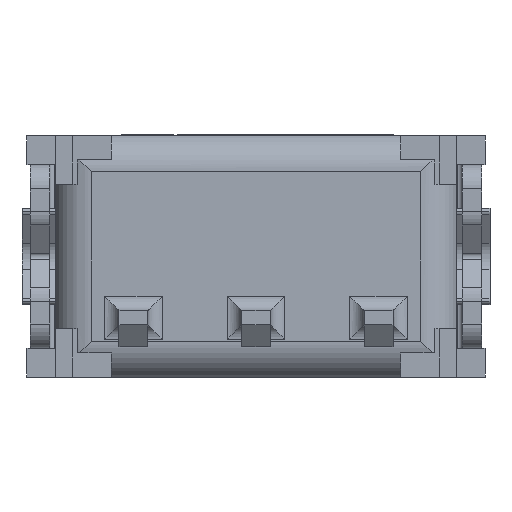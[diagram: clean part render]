
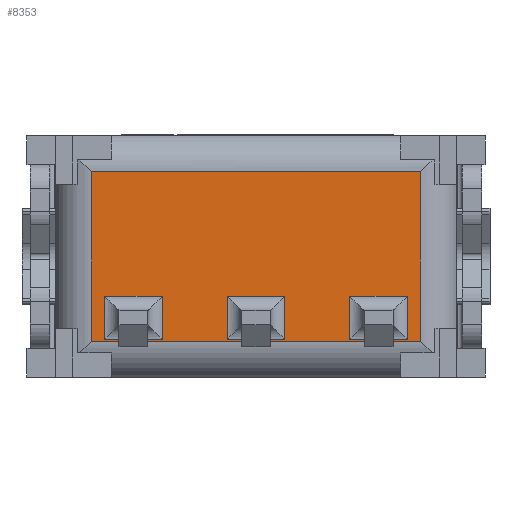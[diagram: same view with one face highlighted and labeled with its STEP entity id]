
A CAD part, front view. The second image highlights one B-rep face of the part: STEP entity #8353.
In plain terms, the highlighted planar face has unit normal (0, -1, 0).
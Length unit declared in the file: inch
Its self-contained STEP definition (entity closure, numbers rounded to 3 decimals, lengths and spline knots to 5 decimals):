
#260=FACE_BOUND('',#3402,.T.);
#261=FACE_BOUND('',#3403,.T.);
#262=FACE_BOUND('',#3404,.T.);
#585=PLANE('',#8918);
#1512=LINE('',#13858,#2464);
#1517=LINE('',#13874,#2469);
#1518=LINE('',#13879,#2470);
#1520=LINE('',#13884,#2472);
#1524=LINE('',#13895,#2476);
#1525=LINE('',#13899,#2477);
#1526=LINE('',#13903,#2478);
#1527=LINE('',#13906,#2479);
#1531=LINE('',#13917,#2483);
#1532=LINE('',#13921,#2484);
#1533=LINE('',#13926,#2485);
#1534=LINE('',#13928,#2486);
#1535=LINE('',#13932,#2487);
#1536=LINE('',#13934,#2488);
#1537=LINE('',#13936,#2489);
#1538=LINE('',#13937,#2490);
#2464=VECTOR('',#10861,0.0315);
#2469=VECTOR('',#10880,0.0315);
#2470=VECTOR('',#10885,0.0315);
#2472=VECTOR('',#10893,0.0315);
#2476=VECTOR('',#10905,0.3937);
#2477=VECTOR('',#10910,0.3937);
#2478=VECTOR('',#10915,0.3937);
#2479=VECTOR('',#10920,0.3937);
#2483=VECTOR('',#10932,0.3937);
#2484=VECTOR('',#10937,0.3937);
#2485=VECTOR('',#10944,0.3937);
#2486=VECTOR('',#10947,0.3937);
#2487=VECTOR('',#10950,0.3937);
#2488=VECTOR('',#10951,0.3937);
#2489=VECTOR('',#10952,0.3937);
#2490=VECTOR('',#10953,0.3937);
#2931=FACE_OUTER_BOUND('',#3401,.T.);
#3401=EDGE_LOOP('',(#7864,#7865,#7866,#7867));
#3402=EDGE_LOOP('',(#7868,#7869,#7870,#7871));
#3403=EDGE_LOOP('',(#7872,#7873,#7874,#7875));
#3404=EDGE_LOOP('',(#7876,#7877,#7878,#7879));
#4307=VERTEX_POINT('',#13854);
#4308=VERTEX_POINT('',#13856);
#4312=VERTEX_POINT('',#13870);
#4313=VERTEX_POINT('',#13876);
#4316=VERTEX_POINT('',#13892);
#4317=VERTEX_POINT('',#13894);
#4318=VERTEX_POINT('',#13898);
#4319=VERTEX_POINT('',#13902);
#4321=VERTEX_POINT('',#13914);
#4322=VERTEX_POINT('',#13916);
#4323=VERTEX_POINT('',#13920);
#4324=VERTEX_POINT('',#13924);
#4325=VERTEX_POINT('',#13930);
#4326=VERTEX_POINT('',#13931);
#4327=VERTEX_POINT('',#13933);
#4328=VERTEX_POINT('',#13935);
#5478=EDGE_CURVE('',#4308,#4307,#1512,.T.);
#5487=EDGE_CURVE('',#4307,#4312,#1517,.T.);
#5489=EDGE_CURVE('',#4313,#4308,#1518,.T.);
#5492=EDGE_CURVE('',#4312,#4313,#1520,.T.);
#5497=EDGE_CURVE('',#4316,#4317,#1524,.T.);
#5499=EDGE_CURVE('',#4317,#4318,#1525,.T.);
#5501=EDGE_CURVE('',#4318,#4319,#1526,.T.);
#5503=EDGE_CURVE('',#4319,#4316,#1527,.T.);
#5508=EDGE_CURVE('',#4321,#4322,#1531,.T.);
#5510=EDGE_CURVE('',#4322,#4323,#1532,.T.);
#5513=EDGE_CURVE('',#4324,#4321,#1533,.T.);
#5514=EDGE_CURVE('',#4323,#4324,#1534,.T.);
#5515=EDGE_CURVE('',#4325,#4326,#1535,.T.);
#5516=EDGE_CURVE('',#4327,#4325,#1536,.T.);
#5517=EDGE_CURVE('',#4328,#4327,#1537,.T.);
#5518=EDGE_CURVE('',#4326,#4328,#1538,.T.);
#7864=ORIENTED_EDGE('',*,*,#5492,.F.);
#7865=ORIENTED_EDGE('',*,*,#5487,.F.);
#7866=ORIENTED_EDGE('',*,*,#5478,.F.);
#7867=ORIENTED_EDGE('',*,*,#5489,.F.);
#7868=ORIENTED_EDGE('',*,*,#5514,.F.);
#7869=ORIENTED_EDGE('',*,*,#5510,.F.);
#7870=ORIENTED_EDGE('',*,*,#5508,.F.);
#7871=ORIENTED_EDGE('',*,*,#5513,.F.);
#7872=ORIENTED_EDGE('',*,*,#5503,.F.);
#7873=ORIENTED_EDGE('',*,*,#5501,.F.);
#7874=ORIENTED_EDGE('',*,*,#5499,.F.);
#7875=ORIENTED_EDGE('',*,*,#5497,.F.);
#7876=ORIENTED_EDGE('',*,*,#5515,.F.);
#7877=ORIENTED_EDGE('',*,*,#5516,.F.);
#7878=ORIENTED_EDGE('',*,*,#5517,.F.);
#7879=ORIENTED_EDGE('',*,*,#5518,.F.);
#8353=ADVANCED_FACE('',(#2931,#260,#261,#262),#585,.T.);
#8918=AXIS2_PLACEMENT_3D('',#13929,#10948,#10949);
#10861=DIRECTION('',(-1.,0.,0.));
#10880=DIRECTION('',(0.,0.,1.));
#10885=DIRECTION('',(0.,0.,-1.));
#10893=DIRECTION('',(1.,0.,0.));
#10905=DIRECTION('',(0.,0.,-1.));
#10910=DIRECTION('',(1.,0.,0.));
#10915=DIRECTION('',(0.,0.,1.));
#10920=DIRECTION('',(-1.,0.,0.));
#10932=DIRECTION('',(0.,0.,-1.));
#10937=DIRECTION('',(1.,0.,0.));
#10944=DIRECTION('',(-1.,0.,0.));
#10947=DIRECTION('',(0.,0.,1.));
#10948=DIRECTION('center_axis',(0.,-1.,0.));
#10949=DIRECTION('ref_axis',(-1.,0.,0.));
#10950=DIRECTION('',(0.,0.,1.));
#10951=DIRECTION('',(1.,0.,0.));
#10952=DIRECTION('',(0.,0.,-1.));
#10953=DIRECTION('',(-1.,0.,0.));
#13854=CARTESIAN_POINT('',(-0.13419,0.,-0.06923));
#13856=CARTESIAN_POINT('',(0.13419,0.,-0.06923));
#13858=CARTESIAN_POINT('',(-0.11811,0.,-0.06923));
#13870=CARTESIAN_POINT('',(-0.13419,0.,0.06923));
#13874=CARTESIAN_POINT('',(-0.13419,0.,0.05906));
#13876=CARTESIAN_POINT('',(0.13419,0.,0.06923));
#13879=CARTESIAN_POINT('',(0.13419,0.,-0.05906));
#13884=CARTESIAN_POINT('',(0.11811,0.,0.06923));
#13892=CARTESIAN_POINT('',(0.07638,0.,-0.03228));
#13894=CARTESIAN_POINT('',(0.07638,0.,-0.06772));
#13895=CARTESIAN_POINT('',(0.07638,0.,-0.02765));
#13898=CARTESIAN_POINT('',(0.12362,0.,-0.06772));
#13899=CARTESIAN_POINT('',(0.05,0.,-0.06772));
#13902=CARTESIAN_POINT('',(0.12362,0.,-0.03228));
#13903=CARTESIAN_POINT('',(0.12362,0.,-0.02765));
#13906=CARTESIAN_POINT('',(0.05,0.,-0.03228));
#13914=CARTESIAN_POINT('',(-0.12362,0.,-0.03228));
#13916=CARTESIAN_POINT('',(-0.12362,0.,-0.06772));
#13917=CARTESIAN_POINT('',(-0.12362,0.,-0.02765));
#13920=CARTESIAN_POINT('',(-0.07638,0.,-0.06772));
#13921=CARTESIAN_POINT('',(-0.05,0.,-0.06772));
#13924=CARTESIAN_POINT('',(-0.07638,0.,-0.03228));
#13926=CARTESIAN_POINT('',(-0.05,0.,-0.03228));
#13928=CARTESIAN_POINT('',(-0.07638,0.,-0.02765));
#13929=CARTESIAN_POINT('Origin',(0.,0.,0.));
#13930=CARTESIAN_POINT('',(0.02362,0.,-0.06772));
#13931=CARTESIAN_POINT('',(0.02362,0.,-0.03228));
#13932=CARTESIAN_POINT('',(0.02362,0.,-0.02765));
#13933=CARTESIAN_POINT('',(-0.02362,0.,-0.06772));
#13934=CARTESIAN_POINT('',(0.,0.,-0.06772));
#13935=CARTESIAN_POINT('',(-0.02362,0.,-0.03228));
#13936=CARTESIAN_POINT('',(-0.02362,0.,-0.02765));
#13937=CARTESIAN_POINT('',(0.,0.,-0.03228));
